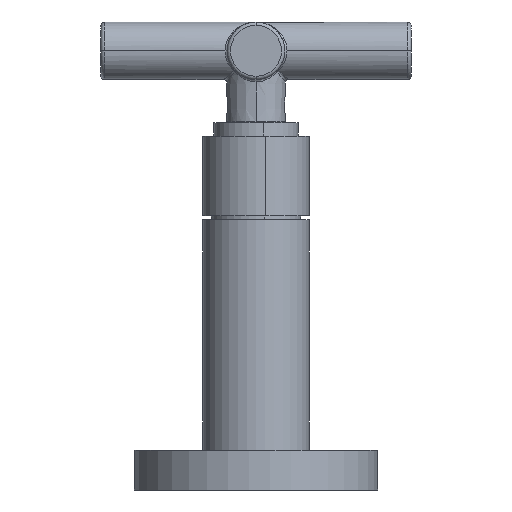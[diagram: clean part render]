
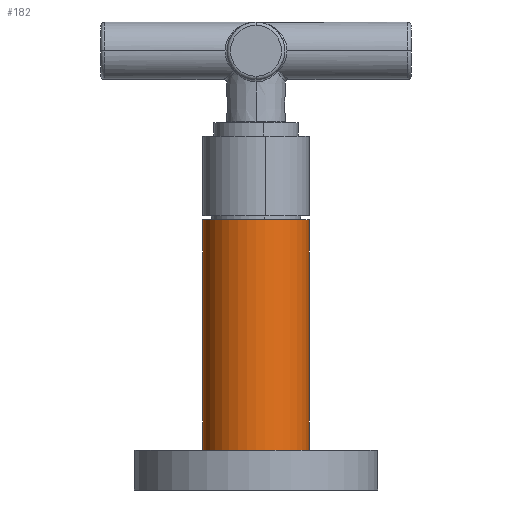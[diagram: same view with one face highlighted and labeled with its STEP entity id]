
A CAD part, front view. The second image highlights one B-rep face of the part: STEP entity #182.
In plain terms, the highlighted cylindrical face has radius 12 mm (diameter 24 mm), a partial arc.
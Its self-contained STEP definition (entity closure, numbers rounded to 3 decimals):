
#182 = ADVANCED_FACE ( 'NONE', ( #1777 ), #2866, .T. ) ;
#229 = CARTESIAN_POINT ( 'NONE',  ( -12., 0., 52. ) ) ;
#361 = DIRECTION ( 'NONE',  ( 0., 0., -1. ) ) ;
#396 = AXIS2_PLACEMENT_3D ( 'NONE', #2437, #1376, #710 ) ;
#450 = VERTEX_POINT ( 'NONE', #1279 ) ;
#589 = CARTESIAN_POINT ( 'NONE',  ( 12., 0., 30. ) ) ;
#648 = DIRECTION ( 'NONE',  ( 0., 0., -1. ) ) ;
#710 = DIRECTION ( 'NONE',  ( 1., 0., 0. ) ) ;
#722 = CARTESIAN_POINT ( 'NONE',  ( 12., 0., 52. ) ) ;
#755 = VERTEX_POINT ( 'NONE', #589 ) ;
#824 = LINE ( 'NONE', #2993, #1740 ) ;
#877 = EDGE_CURVE ( 'NONE', #1357, #1053, #2008, .T. ) ;
#1045 = EDGE_CURVE ( 'NONE', #1357, #450, #1073, .T. ) ;
#1053 = VERTEX_POINT ( 'NONE', #2064 ) ;
#1073 = CIRCLE ( 'NONE', #2394, 12. ) ;
#1102 = EDGE_LOOP ( 'NONE', ( #1365, #1371, #1407, #1409, #1442, #1484 ) ) ;
#1200 = CARTESIAN_POINT ( 'NONE',  ( 12., 0., 0. ) ) ;
#1267 = CARTESIAN_POINT ( 'NONE',  ( -12., 0., 0. ) ) ;
#1279 = CARTESIAN_POINT ( 'NONE',  ( 12., 0., 52. ) ) ;
#1357 = VERTEX_POINT ( 'NONE', #2055 ) ;
#1365 = ORIENTED_EDGE ( 'NONE', *, *, #1703, .F. ) ;
#1371 = ORIENTED_EDGE ( 'NONE', *, *, #1045, .F. ) ;
#1376 = DIRECTION ( 'NONE',  ( 0., 0., 1. ) ) ;
#1398 = VECTOR ( 'NONE', #648, 1000. ) ;
#1407 = ORIENTED_EDGE ( 'NONE', *, *, #877, .T. ) ;
#1409 = ORIENTED_EDGE ( 'NONE', *, *, #2986, .T. ) ;
#1436 = LINE ( 'NONE', #722, #1398 ) ;
#1442 = ORIENTED_EDGE ( 'NONE', *, *, #2599, .T. ) ;
#1484 = ORIENTED_EDGE ( 'NONE', *, *, #1487, .F. ) ;
#1487 = EDGE_CURVE ( 'NONE', #755, #2776, #2626, .T. ) ;
#1703 = EDGE_CURVE ( 'NONE', #450, #755, #1436, .T. ) ;
#1740 = VECTOR ( 'NONE', #2592, 1000. ) ;
#1751 = CARTESIAN_POINT ( 'NONE',  ( 12., 0., 52. ) ) ;
#1777 = FACE_OUTER_BOUND ( 'NONE', #1102, .T. ) ;
#1778 = CIRCLE ( 'NONE', #396, 12. ) ;
#1877 = VERTEX_POINT ( 'NONE', #1267 ) ;
#1972 = AXIS2_PLACEMENT_3D ( 'NONE', #2945, #2929, #2920 ) ;
#2008 = LINE ( 'NONE', #229, #2378 ) ;
#2046 = DIRECTION ( 'NONE',  ( 1., 0., 0. ) ) ;
#2055 = CARTESIAN_POINT ( 'NONE',  ( -12., 0., 52. ) ) ;
#2064 = CARTESIAN_POINT ( 'NONE',  ( -12., 0., 30. ) ) ;
#2110 = DIRECTION ( 'NONE',  ( 0., 0., 1. ) ) ;
#2181 = VECTOR ( 'NONE', #361, 1000. ) ;
#2223 = CARTESIAN_POINT ( 'NONE',  ( 0., 0., 52. ) ) ;
#2244 = DIRECTION ( 'NONE',  ( 0., 0., -1. ) ) ;
#2378 = VECTOR ( 'NONE', #2244, 1000. ) ;
#2394 = AXIS2_PLACEMENT_3D ( 'NONE', #2223, #2110, #2046 ) ;
#2437 = CARTESIAN_POINT ( 'NONE',  ( 0., 0., 0. ) ) ;
#2592 = DIRECTION ( 'NONE',  ( 0., 0., -1. ) ) ;
#2599 = EDGE_CURVE ( 'NONE', #1877, #2776, #1778, .T. ) ;
#2626 = LINE ( 'NONE', #1751, #2181 ) ;
#2776 = VERTEX_POINT ( 'NONE', #1200 ) ;
#2866 = CYLINDRICAL_SURFACE ( 'NONE', #1972, 12. ) ;
#2920 = DIRECTION ( 'NONE',  ( -1., 0., 0. ) ) ;
#2929 = DIRECTION ( 'NONE',  ( 0., 0., -1. ) ) ;
#2945 = CARTESIAN_POINT ( 'NONE',  ( 0., 0., 52. ) ) ;
#2986 = EDGE_CURVE ( 'NONE', #1053, #1877, #824, .T. ) ;
#2993 = CARTESIAN_POINT ( 'NONE',  ( -12., 0., 52. ) ) ;
